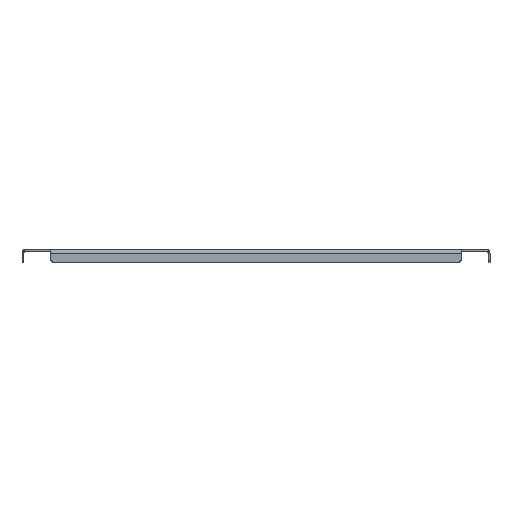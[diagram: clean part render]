
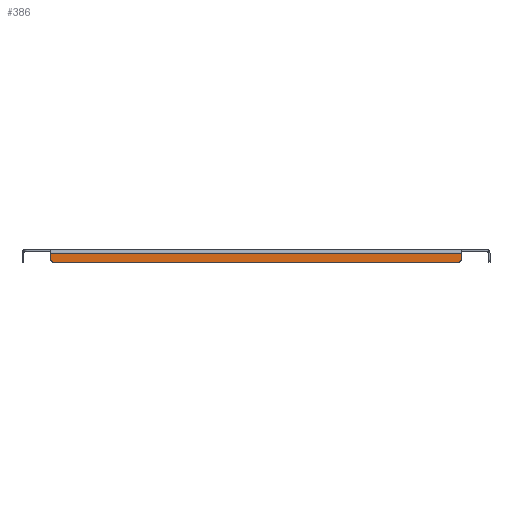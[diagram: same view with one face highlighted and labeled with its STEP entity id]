
A CAD part, front view. The second image highlights one B-rep face of the part: STEP entity #386.
In plain terms, the highlighted planar face has unit normal (0, -1, 0).
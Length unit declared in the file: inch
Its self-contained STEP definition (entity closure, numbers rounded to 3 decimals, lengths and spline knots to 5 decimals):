
#78 = VERTEX_POINT ( 'NONE', #2932 ) ;
#118 = CARTESIAN_POINT ( 'NONE',  ( -14.46875, -16.46875, -0.556 ) ) ;
#134 = DIRECTION ( 'NONE',  ( 0., 0., -1. ) ) ;
#143 = ORIENTED_EDGE ( 'NONE', *, *, #3331, .F. ) ;
#158 = EDGE_CURVE ( 'NONE', #663, #2914, #2312, .T. ) ;
#174 = VECTOR ( 'NONE', #2492, 39.37008 ) ;
#224 = AXIS2_PLACEMENT_3D ( 'NONE', #3161, #2890, #1076 ) ;
#386 = ADVANCED_FACE ( 'NONE', ( #2546 ), #3054, .T. ) ;
#392 = DIRECTION ( 'NONE',  ( 0., -1., 0. ) ) ;
#413 = EDGE_CURVE ( 'NONE', #3354, #663, #1220, .T. ) ;
#420 = DIRECTION ( 'NONE',  ( 0., 0., -1. ) ) ;
#423 = ORIENTED_EDGE ( 'NONE', *, *, #158, .F. ) ;
#537 = EDGE_CURVE ( 'NONE', #1150, #78, #3356, .T. ) ;
#639 = DIRECTION ( 'NONE',  ( 0., 0., 1. ) ) ;
#657 = LINE ( 'NONE', #118, #3246 ) ;
#663 = VERTEX_POINT ( 'NONE', #1412 ) ;
#751 = DIRECTION ( 'NONE',  ( 0., 1., 0. ) ) ;
#838 = EDGE_CURVE ( 'NONE', #78, #995, #657, .T. ) ;
#995 = VERTEX_POINT ( 'NONE', #2410 ) ;
#1061 = DIRECTION ( 'NONE',  ( -1., 0., 0. ) ) ;
#1069 = ORIENTED_EDGE ( 'NONE', *, *, #1483, .F. ) ;
#1076 = DIRECTION ( 'NONE',  ( 0., 0., -1. ) ) ;
#1150 = VERTEX_POINT ( 'NONE', #2688 ) ;
#1220 = LINE ( 'NONE', #1457, #174 ) ;
#1412 = CARTESIAN_POINT ( 'NONE',  ( 14.46875, -16.46875, -0.625 ) ) ;
#1457 = CARTESIAN_POINT ( 'NONE',  ( 14.46875, -16.46875, -0.556 ) ) ;
#1483 = EDGE_CURVE ( 'NONE', #995, #3354, #2852, .T. ) ;
#1554 = CARTESIAN_POINT ( 'NONE',  ( 14.21875, -16.46875, -0.875 ) ) ;
#1788 = DIRECTION ( 'NONE',  ( 1., 0., 0. ) ) ;
#1890 = CARTESIAN_POINT ( 'NONE',  ( 14.46875, -16.46875, -0.237 ) ) ;
#1992 = AXIS2_PLACEMENT_3D ( 'NONE', #2750, #392, #134 ) ;
#2001 = VECTOR ( 'NONE', #1788, 39.37008 ) ;
#2136 = VECTOR ( 'NONE', #1061, 39.37008 ) ;
#2312 = CIRCLE ( 'NONE', #224, 0.25 ) ;
#2341 = LINE ( 'NONE', #3403, #2136 ) ;
#2410 = CARTESIAN_POINT ( 'NONE',  ( -14.46875, -16.46875, -0.237 ) ) ;
#2434 = AXIS2_PLACEMENT_3D ( 'NONE', #3047, #751, #420 ) ;
#2492 = DIRECTION ( 'NONE',  ( 0., 0., -1. ) ) ;
#2546 = FACE_OUTER_BOUND ( 'NONE', #2718, .T. ) ;
#2579 = ORIENTED_EDGE ( 'NONE', *, *, #838, .F. ) ;
#2669 = ORIENTED_EDGE ( 'NONE', *, *, #537, .F. ) ;
#2688 = CARTESIAN_POINT ( 'NONE',  ( -14.21875, -16.46875, -0.875 ) ) ;
#2718 = EDGE_LOOP ( 'NONE', ( #2579, #2669, #143, #423, #2910, #1069 ) ) ;
#2750 = CARTESIAN_POINT ( 'NONE',  ( -16.34375, -16.46875, 0. ) ) ;
#2852 = LINE ( 'NONE', #3344, #2001 ) ;
#2890 = DIRECTION ( 'NONE',  ( 0., 1., 0. ) ) ;
#2910 = ORIENTED_EDGE ( 'NONE', *, *, #413, .F. ) ;
#2914 = VERTEX_POINT ( 'NONE', #1554 ) ;
#2932 = CARTESIAN_POINT ( 'NONE',  ( -14.46875, -16.46875, -0.625 ) ) ;
#3047 = CARTESIAN_POINT ( 'NONE',  ( -14.21875, -16.46875, -0.625 ) ) ;
#3054 = PLANE ( 'NONE',  #1992 ) ;
#3161 = CARTESIAN_POINT ( 'NONE',  ( 14.21875, -16.46875, -0.625 ) ) ;
#3246 = VECTOR ( 'NONE', #639, 39.37008 ) ;
#3331 = EDGE_CURVE ( 'NONE', #2914, #1150, #2341, .T. ) ;
#3344 = CARTESIAN_POINT ( 'NONE',  ( 14.46875, -16.46875, -0.237 ) ) ;
#3354 = VERTEX_POINT ( 'NONE', #1890 ) ;
#3356 = CIRCLE ( 'NONE', #2434, 0.25 ) ;
#3403 = CARTESIAN_POINT ( 'NONE',  ( 0., -16.46875, -0.875 ) ) ;
